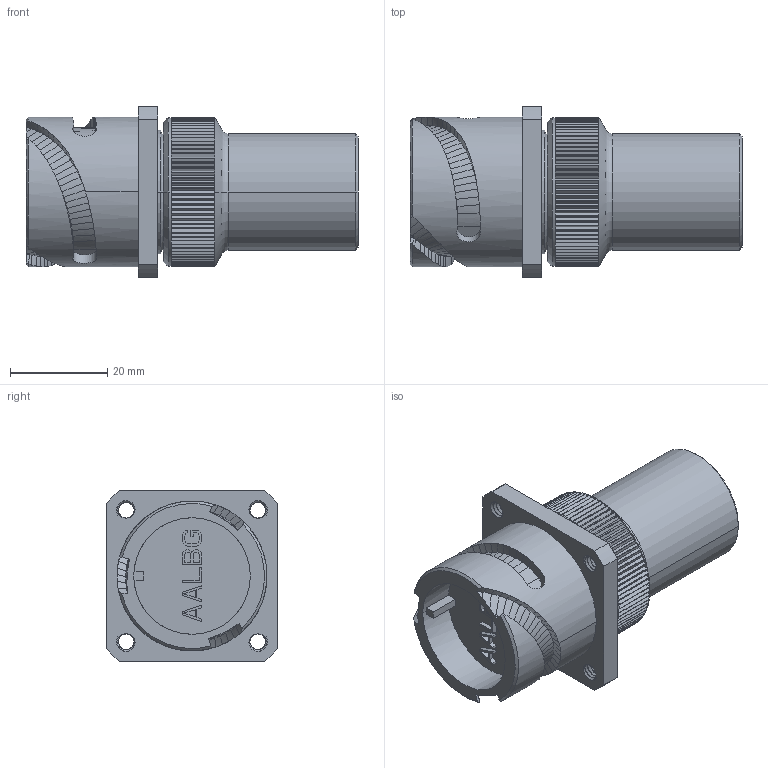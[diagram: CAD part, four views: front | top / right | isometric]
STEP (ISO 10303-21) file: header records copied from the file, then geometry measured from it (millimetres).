
FILE_DESCRIPTION((''),'2;1');
FILE_NAME('VG95234_3100PGPM-18_SW0001','2023-03-22T15:42:28',('paultorloting'),('NET AG system integration'),'CREO PARAMETRIC BY PTC INC, 2021404','CREO PARAMETRIC BY PTC INC, 2021404','');
FILE_SCHEMA(('AUTOMOTIVE_DESIGN { 1 0 10303 214 1 1 1 1 }'));
Length unit declared in the file: millimetre
Products named in the file (1): VG95234_3100PGPM-18_SW0001
Bounding box: 68.2 x 35.05 x 35.05 mm (x, y, z)
Volume: 37575.1 mm3; surface area: 11135 mm2
Topology: 1 solids, 1 shells, 942 faces, 2421 edges, 1506 vertices
Faces by surface type: plane 629, bspline 228, cylinder 65, cone 14, torus 6
Entity records: 41061 total; most frequent: CARTESIAN_POINT 14389, ORIENTED_EDGE 4842, DIRECTION 3759, EDGE_CURVE 2421, VECTOR 1612, LINE 1612, VERTEX_POINT 1506, AXIS2_PLACEMENT_3D 1072
